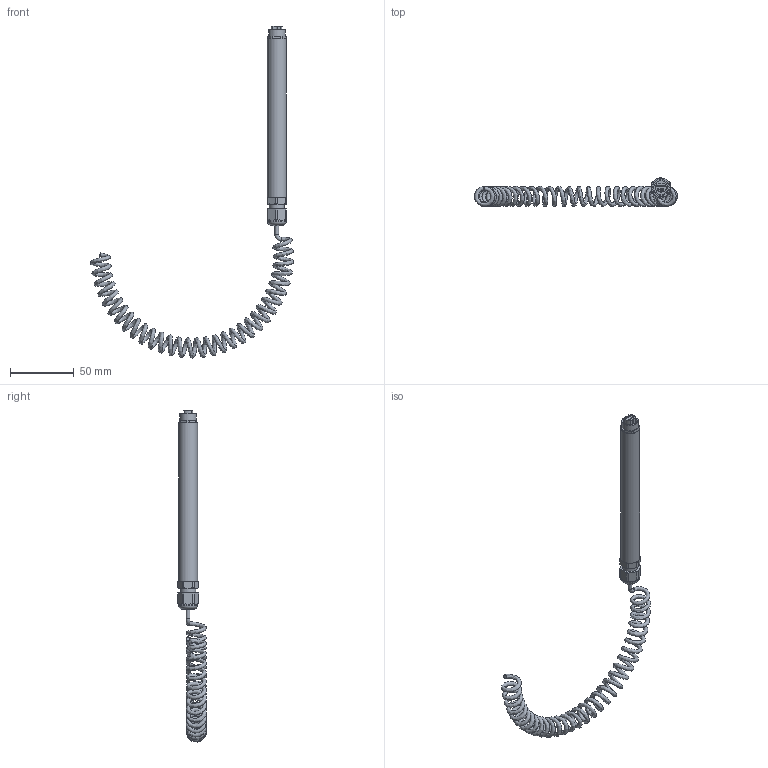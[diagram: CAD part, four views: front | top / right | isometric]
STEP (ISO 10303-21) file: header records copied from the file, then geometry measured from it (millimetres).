
FILE_DESCRIPTION(/* description */ (''),/* implementation_level */ '2;1');
FILE_NAME(/* name */ 'Pi-H001Sxx.step',/* time_stamp */ '2021-08-02T08:57:57+02:00',/* author */ (''),/* organization */ (''),/* preprocessor_version */ 'ST-DEVELOPER v18.1',/* originating_system */ 'Autodesk Translation Framework v10.9.0.1377',/* authorisation */ '');
FILE_SCHEMA (('AUTOMOTIVE_DESIGN { 1 0 10303 214 3 1 1 }','AP242_MANAGED_MODEL_BASED_3D_ENGINEERING_MIM_LF { 1 0 10303 442 1 1 4 }'));
Length unit declared in the file: millimetre
Products named in the file (6): Pi-H001Sxx; Pi-xxx1S; M12_dlawnica; Przewod spiralny; Component3; E2-xx
Assembly tree (5 placements, depth 4):
  Pi-H001Sxx
    Pi-xxx1S
      M12_dlawnica
      Przewod spiralny
        Component3
    E2-xx
Bounding box: 159.74 x 22.79 x 261.26 mm (x, y, z)
Volume: 22430.1 mm3; surface area: 26699.8 mm2
Topology: 5 solids, 5 shells, 115 faces, 247 edges, 159 vertices
Faces by surface type: plane 56, cylinder 37, cone 16, torus 5, bspline 1
Full cylindrical faces by diameter (mm): 1.2 x7, 3 x2, 4 x1, 5.5 x1, 9.957 x1, 11 x1, 12 x4, 13 x1, 15 x2
Entity records: 10426 total; most frequent: CARTESIAN_POINT 7730, DIRECTION 578, ORIENTED_EDGE 494, EDGE_CURVE 247, AXIS2_PLACEMENT_3D 231, VERTEX_POINT 159, EDGE_LOOP 136, LINE 116
